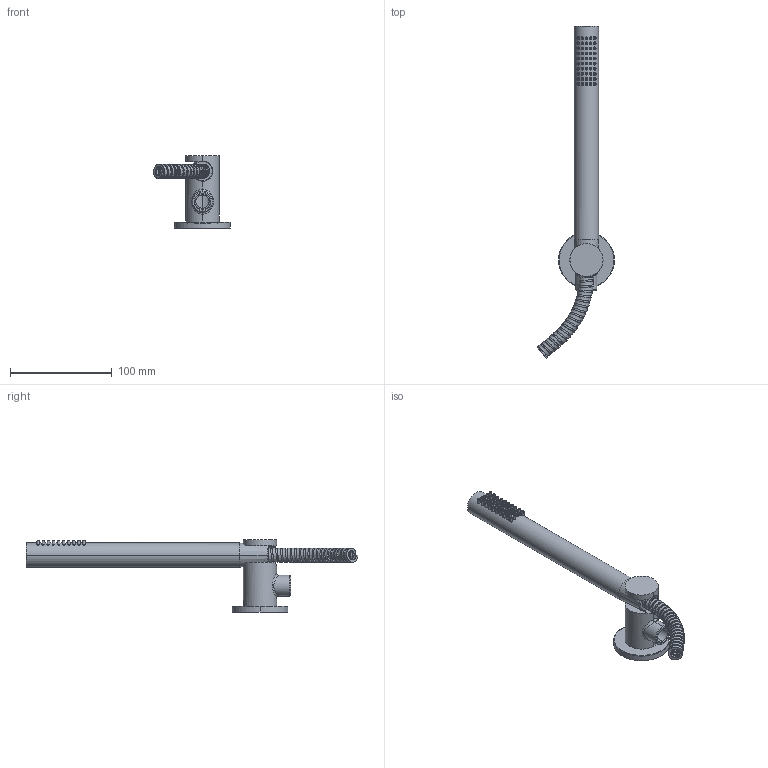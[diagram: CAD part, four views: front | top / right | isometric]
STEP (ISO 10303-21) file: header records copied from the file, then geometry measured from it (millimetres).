
FILE_DESCRIPTION((''),'2;1');
FILE_NAME('ZDUP094CR','2021-05-05T09:00:01',('ut3'),('PAFFONI SpA'),'CREO PARAMETRIC BY PTC INC, 2020044','CREO PARAMETRIC BY PTC INC, 2020044','');
FILE_SCHEMA(('CONFIG_CONTROL_DESIGN','SHAPE_APPEARANCE_LAYERS_GROUPS'));
Length unit declared in the file: millimetre
Products named in the file (1): ZDUP094CR
Bounding box: 75.59 x 326.3 x 71 mm (x, y, z)
Volume: 91176.4 mm3; surface area: 65740 mm2
Topology: 21 solids, 23 shells, 502 faces, 1104 edges, 713 vertices
Faces by surface type: cylinder 171, plane 155, cone 119, bspline 49, torus 8
Entity records: 33985 total; most frequent: CARTESIAN_POINT 19244, DIRECTION 2270, ORIENTED_EDGE 2202, EDGE_CURVE 1101, AXIS2_PLACEMENT_3D 943, VERTEX_POINT 712, EDGE_LOOP 669, FILL_AREA_STYLE_COLOUR 516
